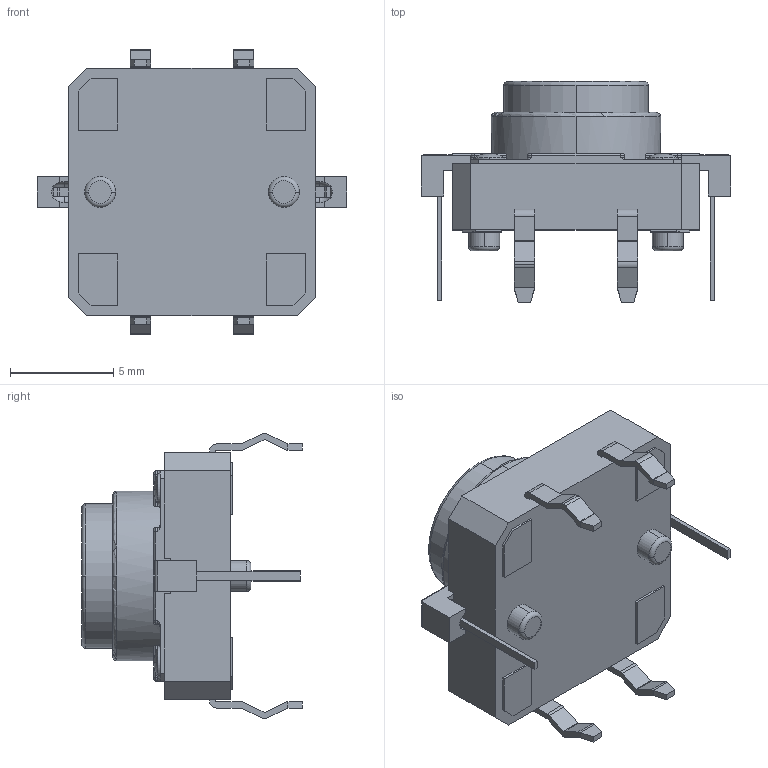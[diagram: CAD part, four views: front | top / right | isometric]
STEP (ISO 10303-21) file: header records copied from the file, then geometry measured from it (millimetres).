
FILE_DESCRIPTION (( 'STEP AP214' ), '1' );
FILE_NAME ('Same_Sky_TS29-1212-1-G-300-D.step', '2025-04-24T19:40:43', ( '' ), ( '' ), 'SwSTEP 2.0', 'SolidWorks 2025', '' );
FILE_SCHEMA (( 'AUTOMOTIVE_DESIGN' ));
Length unit declared in the file: inch
Products named in the file (1): Same_Sky_TS29-1212-1-G-300-D
Bounding box: 15 x 10.7 x 13.8 mm (x, y, z)
Volume: 504.3 mm3; surface area: 1187.3 mm2
Topology: 11 solids, 11 shells, 365 faces, 949 edges, 618 vertices
Faces by surface type: plane 201, cylinder 124, torus 28, sphere 10, cone 2
Entity records: 11815 total; most frequent: CARTESIAN_POINT 2557, DIRECTION 1908, ORIENTED_EDGE 1898, EDGE_CURVE 949, AXIS2_PLACEMENT_3D 653, VERTEX_POINT 618, LINE 602, VECTOR 602
